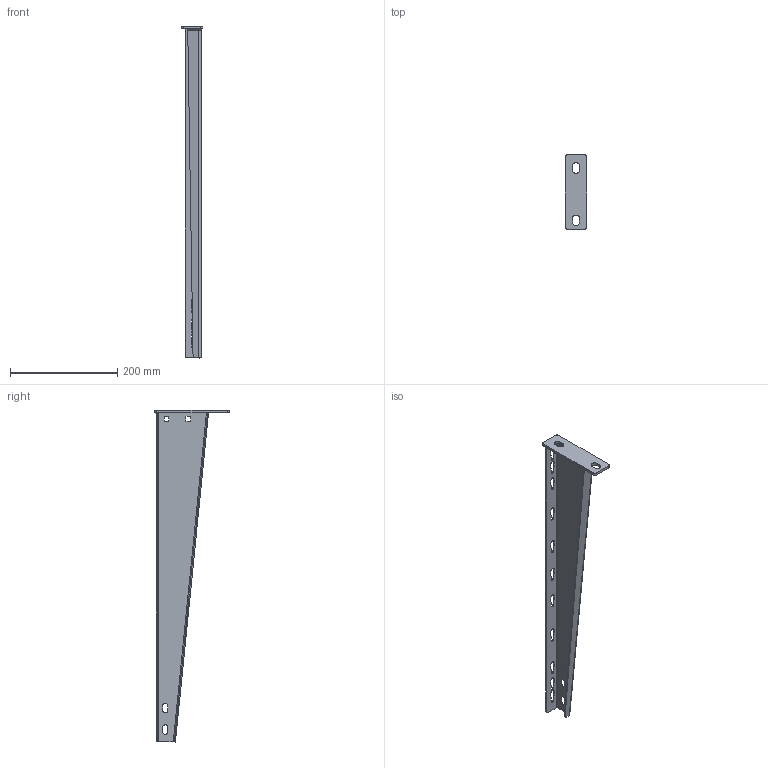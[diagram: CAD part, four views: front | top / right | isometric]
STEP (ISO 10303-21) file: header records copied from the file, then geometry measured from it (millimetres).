
FILE_DESCRIPTION((''),'2;1');
FILE_NAME('711160_ASM','2018-11-08T17:22:09',('tomasz.grudniewski'),(''),'CREO PARAMETRIC BY PTC INC, 2018260','CREO PARAMETRIC BY PTC INC, 2018260','');
FILE_SCHEMA(('CONFIG_CONTROL_DESIGN'));
Length unit declared in the file: millimetre
Products named in the file (3): PODSTAWA_40X140_PRT; WMC_RAMIE_600_PRT; 711160_ASM
Assembly tree (2 placements, depth 2):
  711160_ASM
    PODSTAWA_40X140_PRT
    WMC_RAMIE_600_PRT
Bounding box: 40 x 140 x 620.22 mm (x, y, z)
Volume: 156235.5 mm3; surface area: 148402.4 mm2
Topology: 2 solids, 3 shells, 151 faces, 426 edges, 280 vertices
Faces by surface type: plane 107, cylinder 40, bspline 3, cone 1
Entity records: 5115 total; most frequent: CARTESIAN_POINT 1012, ORIENTED_EDGE 840, DIRECTION 803, EDGE_CURVE 426, VECTOR 341, LINE 341, VERTEX_POINT 280, AXIS2_PLACEMENT_3D 231
